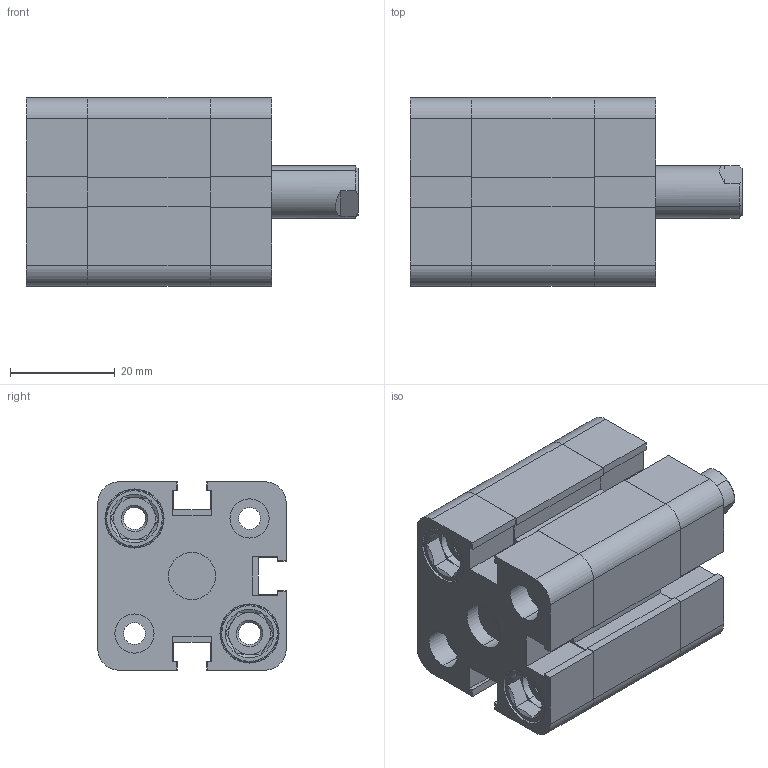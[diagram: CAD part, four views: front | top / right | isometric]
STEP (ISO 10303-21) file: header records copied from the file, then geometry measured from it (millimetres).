
FILE_DESCRIPTION (( 'STEP AP214' ), '1' );
FILE_NAME ('SM_008_020_0010_NP.STEP', '2019-11-14T13:30:39', ( '' ), ( '' ), 'SwSTEP 2.0', 'SolidWorks 2019', '' );
FILE_SCHEMA (( 'AUTOMOTIVE_DESIGN' ));
Length unit declared in the file: millimetre
Products named in the file (21): SM_008_020_0010_NP; Kopia Magnes^T³ok kpl_SM_PSEM_Magnes D020; Kopia Tuleja prowadz¹ca^Pokrywa przód kpl_SM_PSEM_Tuleja prowadz¥ca - D020; Kopia SMART - U. typ Oring - pokrywa^Pokrywa przód kpl_SM_PSEM_U. typ Oring - D020; Kopia SMART - U. typ Oring - pokrywa^Pokrywa tyｳ kpl_SM_PSEM_U. typ Oring - D020; Œruba specjalna M8_M5^SM_PSEM; socket head thin cap screw_din_DIN 7984 - M5 x 18 --- 15.6N; Kopia SMART - U. t³oka S^T³ok kpl_SM_PSEM_U. tˆoka S - D020; T硂k kpl^SM_PSEM_T坥k kpl - D020; Kopia SMART - U. t硂czyska^Pokrywa prz骴 kpl_SM_PSEM_U. t坥czyska - D020; Kopia Pokrywa ty³^Pokrywa ty³ kpl_SM_PSEM_Smart - Pok tyˆ - D020; Sprêzyna SM_PSEM_020_L1 napi©cie wst©pne; Kopia SMART - U. t³oka wklejana^T³ok kpl_SM_PSEM_U. tˆoka wklejana - D020; Tuleja^SM_PSEM_Tuleja - D020; Kopia T硂k^T硂k kpl_SM_PSEM_T坥k - D020; T³oczysko^SM_PSEM_Tˆoczysko - D020; Pokrywa ty³ kpl^SM_PSEM_Pok tyˆ - D020; Kopia Pierœcieñ prowadz¹cy^T³ok kpl_SM_PSEM_Pier˜cieä prowadz¥cy D020; Kopia SMART - U. t硂ka lu焠a^T硂k kpl_SM_PSEM_U. t坥ka lu玭a - D020; Pokrywa przód kpl^SM_PSEM_Pokrywa prz¢d kpl - D020; Kopia Pokrywa prz^Pokrywa prz kpl_SM_PSEM_Smart - Pok prz｢d - D020
Assembly tree (23 placements, depth 3):
  SM_008_020_0010_NP
    Pokrywa przód kpl^SM_PSEM_Pokrywa prz¢d kpl - D020
      Kopia Pokrywa prz^Pokrywa prz kpl_SM_PSEM_Smart - Pok prz｢d - D020
      Kopia SMART - U. typ Oring - pokrywa^Pokrywa przód kpl_SM_PSEM_U. typ Oring - D020
      Kopia Tuleja prowadz¹ca^Pokrywa przód kpl_SM_PSEM_Tuleja prowadz¥ca - D020
      Kopia SMART - U. t硂czyska^Pokrywa prz骴 kpl_SM_PSEM_U. t坥czyska - D020
    Tuleja^SM_PSEM_Tuleja - D020
    Pokrywa ty³ kpl^SM_PSEM_Pok tyˆ - D020
      Kopia Pokrywa ty³^Pokrywa ty³ kpl_SM_PSEM_Smart - Pok tyˆ - D020
      Kopia SMART - U. typ Oring - pokrywa^Pokrywa tyｳ kpl_SM_PSEM_U. typ Oring - D020
    T硂k kpl^SM_PSEM_T坥k kpl - D020
      Kopia T硂k^T硂k kpl_SM_PSEM_T坥k - D020
      Kopia Magnes^T³ok kpl_SM_PSEM_Magnes D020
      Kopia Pierœcieñ prowadz¹cy^T³ok kpl_SM_PSEM_Pier˜cieä prowadz¥cy D020
      Kopia SMART - U. t硂ka lu焠a^T硂k kpl_SM_PSEM_U. t坥ka lu玭a - D020
      Kopia SMART - U. t³oka wklejana^T³ok kpl_SM_PSEM_U. tˆoka wklejana - D020
      Kopia SMART - U. t³oka S^T³ok kpl_SM_PSEM_U. tˆoka S - D020
    T³oczysko^SM_PSEM_Tˆoczysko - D020
    Œruba specjalna M8_M5^SM_PSEM  x4
    socket head thin cap screw_din_DIN 7984 - M5 x 18 --- 15.6N
    Sprêzyna SM_PSEM_020_L1 napi©cie wst©pne
Bounding box: 63.5 x 36 x 36 mm (x, y, z)
Volume: 46259.9 mm3; surface area: 36249.2 mm2
Topology: 21 solids, 21 shells, 778 faces, 1844 edges, 1169 vertices
Faces by surface type: plane 366, cylinder 198, cone 109, bspline 93, torus 12
Entity records: 27066 total; most frequent: CARTESIAN_POINT 10753, ORIENTED_EDGE 3210, DIRECTION 3045, EDGE_CURVE 1605, AXIS2_PLACEMENT_3D 1061, VERTEX_POINT 1037, LINE 923, VECTOR 923
